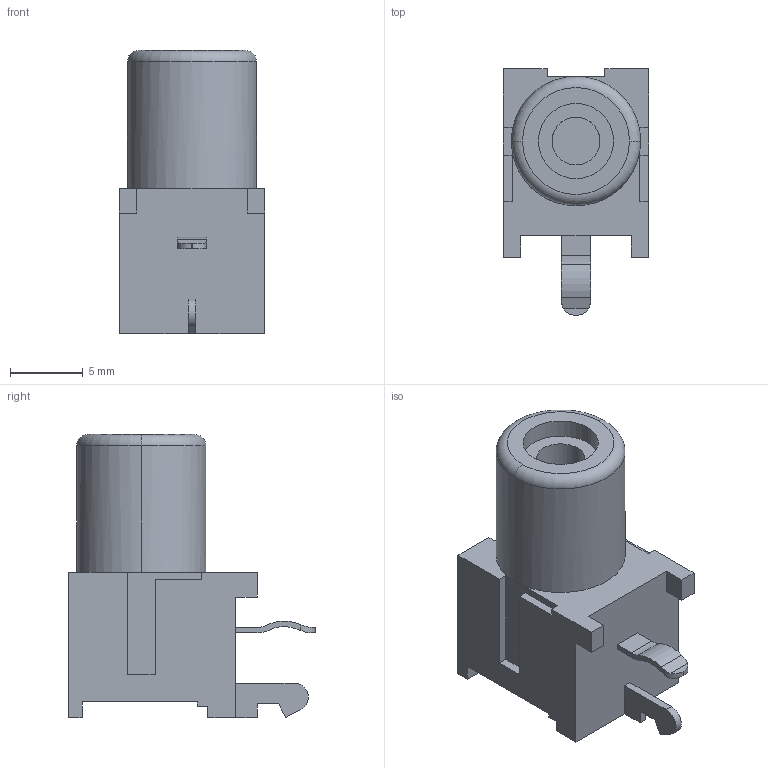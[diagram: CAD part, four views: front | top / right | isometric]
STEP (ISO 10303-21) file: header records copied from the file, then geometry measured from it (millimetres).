
FILE_DESCRIPTION (( 'STEP AP214' ), '1' );
FILE_NAME ('2BB19DC6-70CF-4970-A8AC-860A9279FF51.STEP', '2023-03-03T02:42:40', ( '' ), ( '' ), 'SwSTEP 2.0', 'SolidWorks 2022', '' );
FILE_SCHEMA (( 'AUTOMOTIVE_DESIGN' ));
Length unit declared in the file: inch
Products named in the file (1): 2BB19DC6-70CF-4970-A8AC-860A9279FF51
Bounding box: 10.01 x 16.99 x 19.51 mm (x, y, z)
Volume: 1524.5 mm3; surface area: 1117.4 mm2
Topology: 1 solids, 1 shells, 72 faces, 194 edges, 127 vertices
Faces by surface type: plane 57, cylinder 13, torus 2
Entity records: 2784 total; most frequent: CARTESIAN_POINT 406, ORIENTED_EDGE 388, DIRECTION 371, EDGE_CURVE 194, LINE 155, VECTOR 155, VERTEX_POINT 127, AXIS2_PLACEMENT_3D 108
